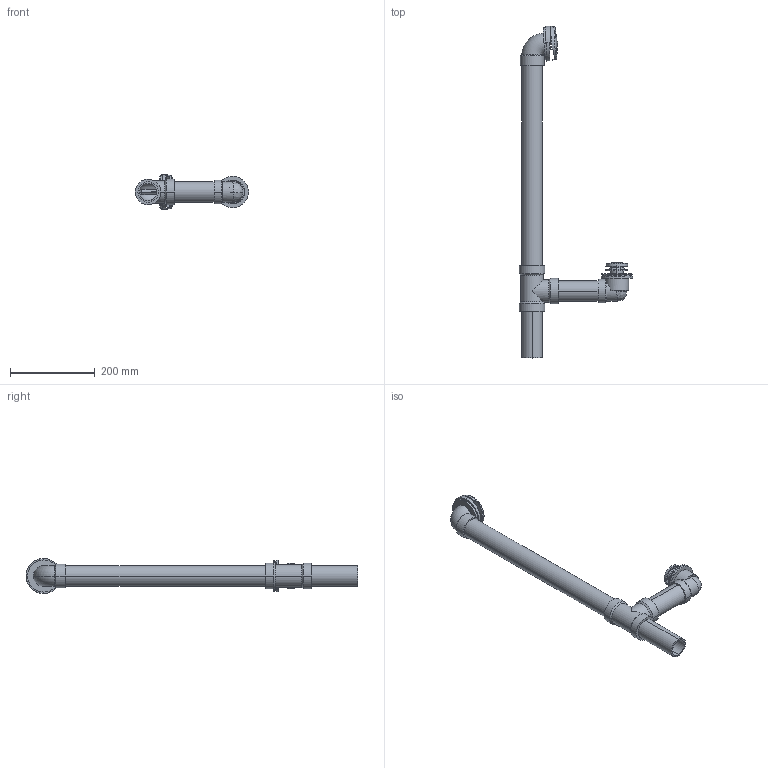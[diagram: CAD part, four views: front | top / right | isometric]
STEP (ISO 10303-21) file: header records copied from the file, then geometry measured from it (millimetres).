
FILE_DESCRIPTION((''),'2;1');
FILE_NAME('255_ASM','2021-10-25T11:08:10',('rsmith'),(''),'CREO PARAMETRIC BY PTC INC, 2018400','CREO PARAMETRIC BY PTC INC, 2018400','');
FILE_SCHEMA(('AUTOMOTIVE_DESIGN { 1 0 10303 214 1 1 1 1 }'));
Length unit declared in the file: inch
Products named in the file (16): 50253; 50255; 50257A; 50254; 50256; 91170; 91171; 50262; 92065; 265_ASM; 50272; 50274; 91172; 50273; 272_ASM; 255_ASM
Assembly tree (16 placements, depth 3):
  255_ASM
    50253
    50255
    50257A
    50254  x2
    50256
    91170
    91171
    265_ASM
      50262
      92065
    272_ASM
      50272
      50274
      91172
      50273
Bounding box: 267.47 x 785.01 x 82.36 mm (x, y, z)
Volume: 771069.2 mm3; surface area: 396544.8 mm2
Topology: 14 solids, 14 shells, 663 faces, 1723 edges, 1097 vertices
Faces by surface type: cylinder 291, plane 116, bspline 116, extrusion 58, cone 50, torus 25, sphere 7
Entity records: 55975 total; most frequent: CARTESIAN_POINT 35002, ORIENTED_EDGE 3414, DIRECTION 2490, PRESENTATION_STYLE_ASSIGNMENT 1720, STYLED_ITEM 1720, CURVE_STYLE 1707, EDGE_CURVE 1707, VERTEX_POINT 1089
